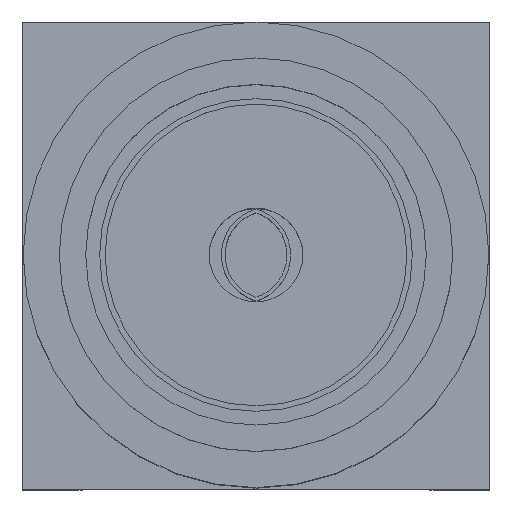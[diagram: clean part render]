
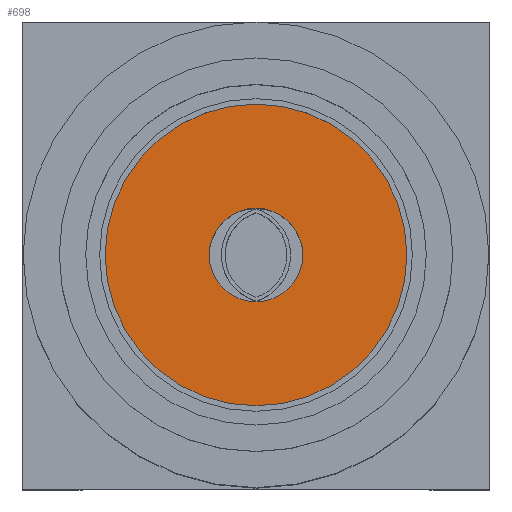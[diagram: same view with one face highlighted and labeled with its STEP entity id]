
A CAD part, top view. The second image highlights one B-rep face of the part: STEP entity #698.
In plain terms, the highlighted planar face has unit normal (0, 0, 1).
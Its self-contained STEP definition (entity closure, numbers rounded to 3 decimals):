
#29 = CIRCLE ( 'NONE', #1059, 0.635 ) ;
#179 = ORIENTED_EDGE ( 'NONE', *, *, #1583, .F. ) ;
#225 = VERTEX_POINT ( 'NONE', #857 ) ;
#265 = CARTESIAN_POINT ( 'NONE',  ( 0.635, 0.375, 9.44 ) ) ;
#273 = DIRECTION ( 'NONE',  ( 0., 0., -1. ) ) ;
#332 = DIRECTION ( 'NONE',  ( 0., 0., 1. ) ) ;
#471 = CARTESIAN_POINT ( 'NONE',  ( 0., 0.375, 9.44 ) ) ;
#479 = VERTEX_POINT ( 'NONE', #1044 ) ;
#507 = AXIS2_PLACEMENT_3D ( 'NONE', #471, #332, #900 ) ;
#565 = DIRECTION ( 'NONE',  ( 0., 0., 1. ) ) ;
#577 = ORIENTED_EDGE ( 'NONE', *, *, #769, .T. ) ;
#645 = EDGE_CURVE ( 'NONE', #831, #225, #897, .T. ) ;
#676 = CARTESIAN_POINT ( 'NONE',  ( 0., 0.375, 9.44 ) ) ;
#698 = ADVANCED_FACE ( 'NONE', ( #1545, #1557 ), #1399, .F. ) ;
#699 = CARTESIAN_POINT ( 'NONE',  ( 0., 0.375, 9.44 ) ) ;
#712 = EDGE_LOOP ( 'NONE', ( #179, #1656 ) ) ;
#754 = AXIS2_PLACEMENT_3D ( 'NONE', #265, #273, #845 ) ;
#769 = EDGE_CURVE ( 'NONE', #225, #831, #1520, .T. ) ;
#778 = CIRCLE ( 'NONE', #507, 0.635 ) ;
#786 = DIRECTION ( 'NONE',  ( -1., 0., 0. ) ) ;
#809 = AXIS2_PLACEMENT_3D ( 'NONE', #948, #1796, #786 ) ;
#831 = VERTEX_POINT ( 'NONE', #997 ) ;
#845 = DIRECTION ( 'NONE',  ( 1., 0., 0. ) ) ;
#857 = CARTESIAN_POINT ( 'NONE',  ( 2.125, 0.375, 9.44 ) ) ;
#897 = CIRCLE ( 'NONE', #809, 2.125 ) ;
#900 = DIRECTION ( 'NONE',  ( -1., 0., 0. ) ) ;
#948 = CARTESIAN_POINT ( 'NONE',  ( 0., 0.375, 9.44 ) ) ;
#958 = AXIS2_PLACEMENT_3D ( 'NONE', #699, #565, #1130 ) ;
#993 = EDGE_CURVE ( 'NONE', #479, #1319, #778, .T. ) ;
#997 = CARTESIAN_POINT ( 'NONE',  ( -2.125, 0.375, 9.44 ) ) ;
#1044 = CARTESIAN_POINT ( 'NONE',  ( 0.635, 0.375, 9.44 ) ) ;
#1059 = AXIS2_PLACEMENT_3D ( 'NONE', #676, #1124, #1672 ) ;
#1124 = DIRECTION ( 'NONE',  ( 0., 0., 1. ) ) ;
#1130 = DIRECTION ( 'NONE',  ( -1., 0., 0. ) ) ;
#1319 = VERTEX_POINT ( 'NONE', #1407 ) ;
#1399 = PLANE ( 'NONE',  #754 ) ;
#1407 = CARTESIAN_POINT ( 'NONE',  ( -0.635, 0.375, 9.44 ) ) ;
#1462 = EDGE_LOOP ( 'NONE', ( #1756, #577 ) ) ;
#1520 = CIRCLE ( 'NONE', #958, 2.125 ) ;
#1545 = FACE_OUTER_BOUND ( 'NONE', #1462, .T. ) ;
#1557 = FACE_BOUND ( 'NONE', #712, .T. ) ;
#1583 = EDGE_CURVE ( 'NONE', #1319, #479, #29, .T. ) ;
#1656 = ORIENTED_EDGE ( 'NONE', *, *, #993, .F. ) ;
#1672 = DIRECTION ( 'NONE',  ( -1., 0., 0. ) ) ;
#1756 = ORIENTED_EDGE ( 'NONE', *, *, #645, .T. ) ;
#1796 = DIRECTION ( 'NONE',  ( 0., 0., 1. ) ) ;
